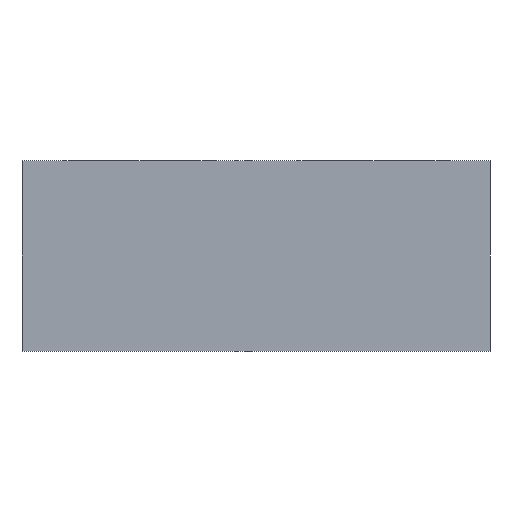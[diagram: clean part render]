
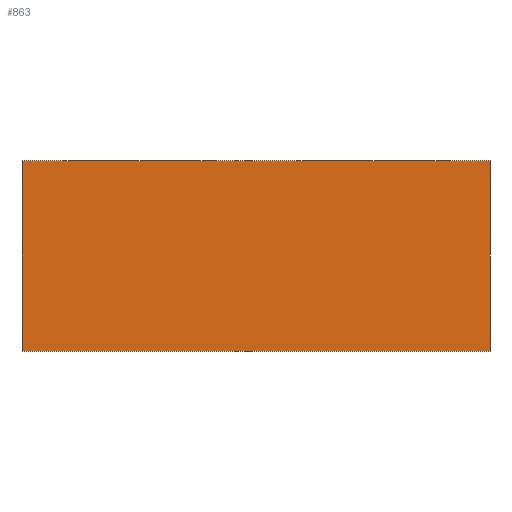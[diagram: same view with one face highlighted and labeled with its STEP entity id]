
A CAD part, front view. The second image highlights one B-rep face of the part: STEP entity #863.
In plain terms, the highlighted planar face has unit normal (0, -1, 0).
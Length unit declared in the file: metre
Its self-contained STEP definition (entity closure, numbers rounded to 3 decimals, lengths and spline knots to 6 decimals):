
#96=LINE('',#1465,#152);
#98=LINE('',#1469,#154);
#100=LINE('',#1473,#156);
#101=LINE('',#1475,#157);
#152=VECTOR('',#1144,1.);
#154=VECTOR('',#1148,1.);
#156=VECTOR('',#1152,1.);
#157=VECTOR('',#1155,1.);
#267=ORIENTED_EDGE('',*,*,#491,.F.);
#268=ORIENTED_EDGE('',*,*,#488,.F.);
#269=ORIENTED_EDGE('',*,*,#486,.T.);
#270=ORIENTED_EDGE('',*,*,#490,.T.);
#486=EDGE_CURVE('',#594,#595,#96,.T.);
#488=EDGE_CURVE('',#594,#596,#98,.T.);
#490=EDGE_CURVE('',#595,#597,#100,.T.);
#491=EDGE_CURVE('',#596,#597,#101,.T.);
#594=VERTEX_POINT('',#1462);
#595=VERTEX_POINT('',#1464);
#596=VERTEX_POINT('',#1468);
#597=VERTEX_POINT('',#1472);
#693=EDGE_LOOP('',(#267,#268,#269,#270));
#775=FACE_BOUND('',#693,.T.);
#840=PLANE('',#958);
#863=ADVANCED_FACE('',(#775),#840,.T.);
#958=AXIS2_PLACEMENT_3D('',#1474,#1153,#1154);
#1144=DIRECTION('',(-1.,0.,0.));
#1148=DIRECTION('',(0.,0.,-1.));
#1152=DIRECTION('',(0.,0.,-1.));
#1153=DIRECTION('',(0.,-1.,0.));
#1154=DIRECTION('',(0.,0.,-1.));
#1155=DIRECTION('',(-1.,0.,0.));
#1462=CARTESIAN_POINT('',(0.0135,-0.025,0.011));
#1464=CARTESIAN_POINT('',(-0.0135,-0.025,0.011));
#1465=CARTESIAN_POINT('',(0.,-0.025,0.011));
#1468=CARTESIAN_POINT('',(0.0135,-0.025,0.));
#1469=CARTESIAN_POINT('',(0.0135,-0.025,0.011));
#1472=CARTESIAN_POINT('',(-0.0135,-0.025,0.));
#1473=CARTESIAN_POINT('',(-0.0135,-0.025,0.011));
#1474=CARTESIAN_POINT('',(0.,-0.025,0.011));
#1475=CARTESIAN_POINT('',(0.,-0.025,0.));
